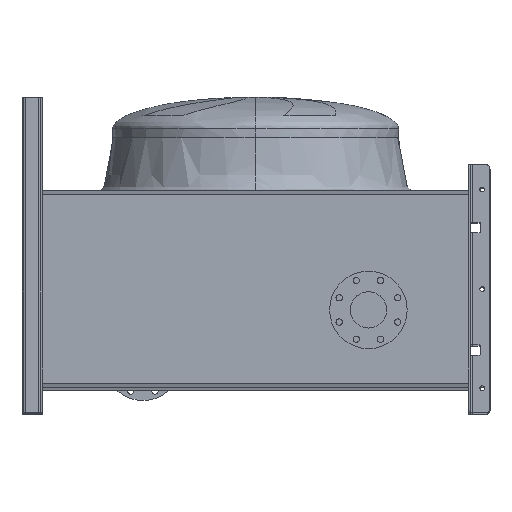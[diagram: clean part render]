
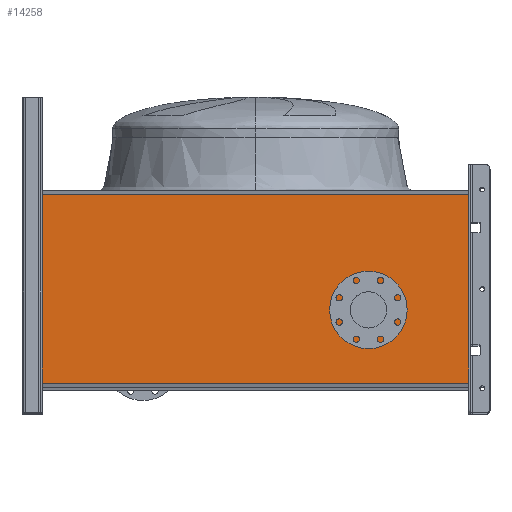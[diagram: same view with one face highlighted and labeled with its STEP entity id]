
A CAD part, top view. The second image highlights one B-rep face of the part: STEP entity #14258.
In plain terms, the highlighted planar face has unit normal (0, 0, 1).
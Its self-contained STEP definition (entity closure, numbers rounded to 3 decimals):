
#93 = EDGE_LOOP ( 'NONE', ( #4026, #6841 ) ) ;
#270 = VERTEX_POINT ( 'NONE', #651 ) ;
#294 = EDGE_CURVE ( 'NONE', #270, #3075, #9582, .T. ) ;
#651 = CARTESIAN_POINT ( 'NONE',  ( 320., 274., 240. ) ) ;
#686 = EDGE_CURVE ( 'NONE', #5052, #6463, #7467, .T. ) ;
#704 = EDGE_CURVE ( 'NONE', #10103, #12770, #6237, .T. ) ;
#747 = DIRECTION ( 'NONE',  ( -1., 0., 0. ) ) ;
#945 = DIRECTION ( 'NONE',  ( 0., 0., -1. ) ) ;
#1229 = ORIENTED_EDGE ( 'NONE', *, *, #686, .T. ) ;
#1459 = LINE ( 'NONE', #5877, #1837 ) ;
#1517 = ORIENTED_EDGE ( 'NONE', *, *, #704, .F. ) ;
#1837 = VECTOR ( 'NONE', #12397, 1000. ) ;
#1998 = VECTOR ( 'NONE', #10685, 1000. ) ;
#2893 = DIRECTION ( 'NONE',  ( 0., 0., -1. ) ) ;
#3075 = VERTEX_POINT ( 'NONE', #5966 ) ;
#3337 = EDGE_CURVE ( 'NONE', #5052, #10103, #10913, .T. ) ;
#4026 = ORIENTED_EDGE ( 'NONE', *, *, #294, .T. ) ;
#4140 = CARTESIAN_POINT ( 'NONE',  ( 320., 220., 240. ) ) ;
#4164 = CIRCLE ( 'NONE', #8287, 54. ) ;
#4187 = CARTESIAN_POINT ( 'NONE',  ( -605., 547.422, 240. ) ) ;
#5052 = VERTEX_POINT ( 'NONE', #8204 ) ;
#5066 = ORIENTED_EDGE ( 'NONE', *, *, #3337, .F. ) ;
#5480 = CARTESIAN_POINT ( 'NONE',  ( -605., 12.578, 240. ) ) ;
#5568 = CARTESIAN_POINT ( 'NONE',  ( 1214.262, 12.578, 240. ) ) ;
#5877 = CARTESIAN_POINT ( 'NONE',  ( -605., 12.578, 240. ) ) ;
#5937 = ORIENTED_EDGE ( 'NONE', *, *, #10174, .T. ) ;
#5966 = CARTESIAN_POINT ( 'NONE',  ( 320., 166., 240. ) ) ;
#6237 = LINE ( 'NONE', #10606, #10736 ) ;
#6463 = VERTEX_POINT ( 'NONE', #4187 ) ;
#6714 = FACE_OUTER_BOUND ( 'NONE', #10541, .T. ) ;
#6841 = ORIENTED_EDGE ( 'NONE', *, *, #9162, .T. ) ;
#7268 = AXIS2_PLACEMENT_3D ( 'NONE', #5568, #8859, #8925 ) ;
#7301 = DIRECTION ( 'NONE',  ( -1., 0., 0. ) ) ;
#7467 = LINE ( 'NONE', #9457, #1998 ) ;
#8204 = CARTESIAN_POINT ( 'NONE',  ( 605., 547.422, 240. ) ) ;
#8287 = AXIS2_PLACEMENT_3D ( 'NONE', #4140, #945, #12026 ) ;
#8859 = DIRECTION ( 'NONE',  ( 0., 0., -1. ) ) ;
#8925 = DIRECTION ( 'NONE',  ( -1., 0., 0. ) ) ;
#9162 = EDGE_CURVE ( 'NONE', #3075, #270, #4164, .T. ) ;
#9457 = CARTESIAN_POINT ( 'NONE',  ( 1214.262, 547.422, 240. ) ) ;
#9582 = CIRCLE ( 'NONE', #13274, 54. ) ;
#9981 = DIRECTION ( 'NONE',  ( 0., -1., 0. ) ) ;
#10011 = FACE_BOUND ( 'NONE', #93, .T. ) ;
#10103 = VERTEX_POINT ( 'NONE', #13427 ) ;
#10174 = EDGE_CURVE ( 'NONE', #6463, #12770, #1459, .T. ) ;
#10541 = EDGE_LOOP ( 'NONE', ( #5066, #1229, #5937, #1517 ) ) ;
#10606 = CARTESIAN_POINT ( 'NONE',  ( 1214.262, 12.578, 240. ) ) ;
#10685 = DIRECTION ( 'NONE',  ( -1., 0., 0. ) ) ;
#10736 = VECTOR ( 'NONE', #747, 1000. ) ;
#10913 = LINE ( 'NONE', #11116, #13899 ) ;
#11116 = CARTESIAN_POINT ( 'NONE',  ( 605., 12.578, 240. ) ) ;
#11215 = PLANE ( 'NONE',  #7268 ) ;
#12026 = DIRECTION ( 'NONE',  ( -1., 0., 0. ) ) ;
#12397 = DIRECTION ( 'NONE',  ( 0., -1., 0. ) ) ;
#12748 = CARTESIAN_POINT ( 'NONE',  ( 320., 220., 240. ) ) ;
#12770 = VERTEX_POINT ( 'NONE', #5480 ) ;
#13274 = AXIS2_PLACEMENT_3D ( 'NONE', #12748, #2893, #7301 ) ;
#13427 = CARTESIAN_POINT ( 'NONE',  ( 605., 12.578, 240. ) ) ;
#13899 = VECTOR ( 'NONE', #9981, 1000. ) ;
#14258 = ADVANCED_FACE ( 'NONE', ( #6714, #10011 ), #11215, .F. ) ;
